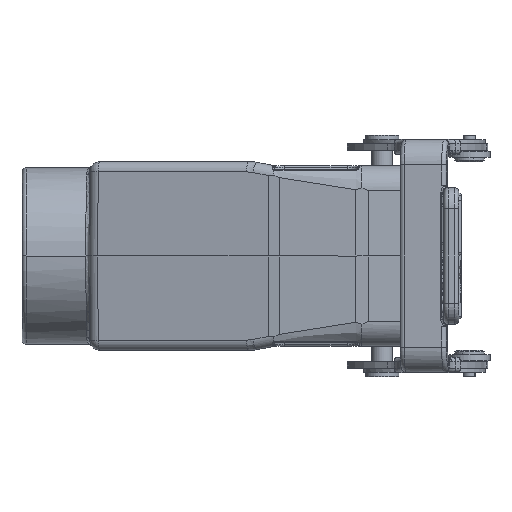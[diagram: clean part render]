
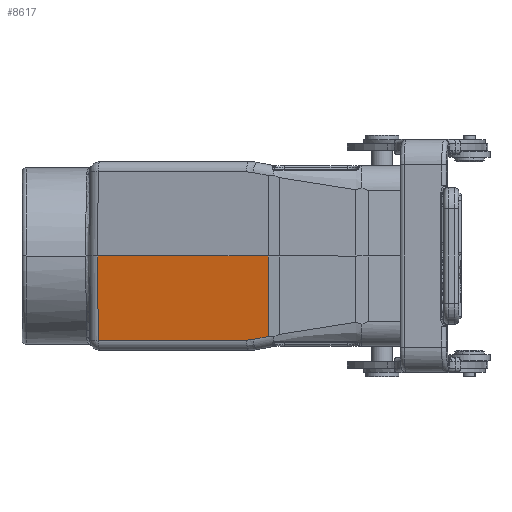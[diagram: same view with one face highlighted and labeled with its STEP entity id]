
A CAD part, left-side view. The second image highlights one B-rep face of the part: STEP entity #8617.
In plain terms, the highlighted planar face has unit normal (-0.982, 0.19, -0.009).
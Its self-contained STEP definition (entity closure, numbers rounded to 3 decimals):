
#2219=B_SPLINE_CURVE_WITH_KNOTS('',3,(#56688,#56689,#56690,#56691),
 .UNSPECIFIED.,.F.,.F.,(4,4),(0.,1.),.UNSPECIFIED.);
#3947=LINE('',#56714,#6276);
#3957=LINE('',#56786,#6286);
#4200=LINE('',#58424,#6532);
#4208=LINE('',#58836,#6540);
#4209=LINE('',#58838,#6541);
#6276=VECTOR('',#39338,1.);
#6286=VECTOR('',#39386,1.);
#6532=VECTOR('',#40148,1.);
#6540=VECTOR('',#40168,1.);
#6541=VECTOR('',#40171,1.);
#8617=ADVANCED_FACE('',(#11211),#9808,.T.);
#9808=PLANE('',#34123);
#11211=FACE_OUTER_BOUND('',#13139,.T.);
#13139=EDGE_LOOP('',(#19626,#19627,#19628,#19629,#19630,#19631));
#19626=ORIENTED_EDGE('',*,*,#29383,.F.);
#19627=ORIENTED_EDGE('',*,*,#28936,.F.);
#19628=ORIENTED_EDGE('',*,*,#28914,.T.);
#19629=ORIENTED_EDGE('',*,*,#28910,.F.);
#19630=ORIENTED_EDGE('',*,*,#29356,.F.);
#19631=ORIENTED_EDGE('',*,*,#29382,.F.);
#24994=VERTEX_POINT('',#56687);
#24995=VERTEX_POINT('',#56692);
#24996=VERTEX_POINT('',#56711);
#25005=VERTEX_POINT('',#56787);
#25262=VERTEX_POINT('',#58422);
#25274=VERTEX_POINT('',#58828);
#28910=EDGE_CURVE('',#24994,#24995,#2219,.T.);
#28914=EDGE_CURVE('',#24996,#24995,#3947,.T.);
#28936=EDGE_CURVE('',#24996,#25005,#3957,.T.);
#29356=EDGE_CURVE('',#25262,#24994,#4200,.T.);
#29382=EDGE_CURVE('',#25274,#25262,#4208,.T.);
#29383=EDGE_CURVE('',#25005,#25274,#4209,.T.);
#34123=AXIS2_PLACEMENT_3D('',#58839,#40172,#40173);
#39338=DIRECTION('',(-0.19,-0.982,0.));
#39386=DIRECTION('',(-0.007,0.009,1.));
#40148=DIRECTION('',(0.188,0.963,-0.193));
#40168=DIRECTION('',(0.009,0.,-1.));
#40171=DIRECTION('',(-0.19,-0.982,0.));
#40172=DIRECTION('',(-0.982,0.19,-0.009));
#40173=DIRECTION('',(-0.19,-0.982,0.));
#56687=CARTESIAN_POINT('',(-43.609,-9.007,-19.876));
#56688=CARTESIAN_POINT('',(-43.609,-9.007,-19.876));
#56689=CARTESIAN_POINT('',(-43.514,-8.523,-19.973));
#56690=CARTESIAN_POINT('',(-43.419,-8.029,-20.022));
#56691=CARTESIAN_POINT('',(-43.323,-7.536,-20.022));
#56692=CARTESIAN_POINT('',(-43.323,-7.536,-20.022));
#56711=CARTESIAN_POINT('',(-36.497,27.8,-20.022));
#56714=CARTESIAN_POINT('',(-36.497,27.8,-20.022));
#56786=CARTESIAN_POINT('',(-36.497,27.8,-20.022));
#56787=CARTESIAN_POINT('',(-36.641,27.974,0.));
#58422=CARTESIAN_POINT('',(-44.32,-12.657,-19.146));
#58424=CARTESIAN_POINT('',(-44.32,-12.657,-19.146));
#58828=CARTESIAN_POINT('',(-44.49,-12.657,0.));
#58836=CARTESIAN_POINT('',(-44.49,-12.657,0.));
#58838=CARTESIAN_POINT('',(-36.641,27.974,0.));
#58839=CARTESIAN_POINT('',(-44.75,-14.,0.));
